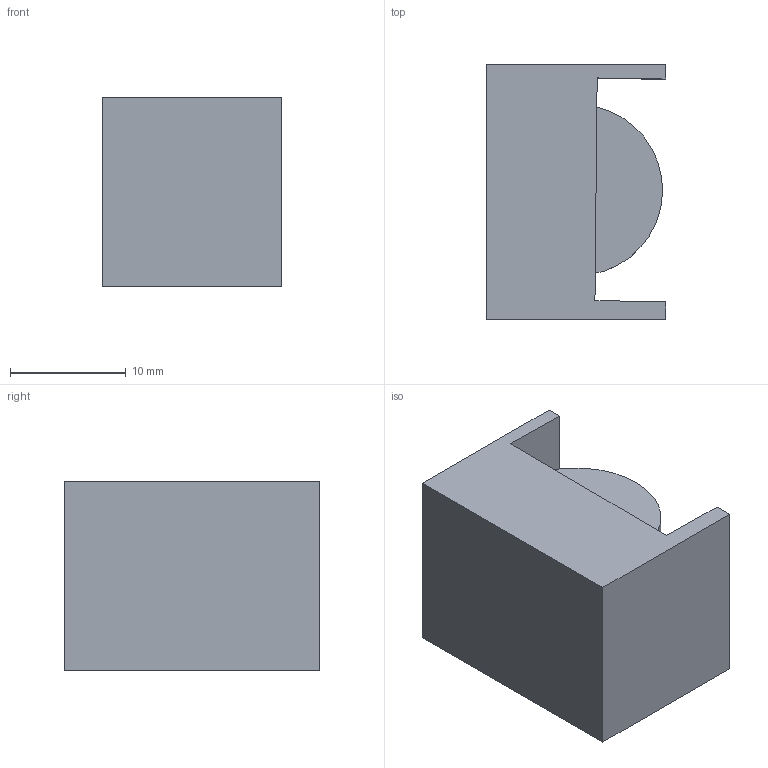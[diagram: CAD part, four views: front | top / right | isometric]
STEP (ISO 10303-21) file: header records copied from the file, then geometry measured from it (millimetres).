
FILE_DESCRIPTION(/* description */ (''),/* implementation_level */ '2;1');
FILE_NAME(/* name */ 'add4wheel3',/* time_stamp */ '2024-12-01T21:48:55+03:00',/* author */ (''),/* organization */ (''),/* preprocessor_version */ 'ST-DEVELOPER v19.2',/* originating_system */ 'Rhino 8.12',/* authorisation */ '');
FILE_SCHEMA (('CONFIG_CONTROL_DESIGN'));
Length unit declared in the file: millimetre
Products named in the file (1): Document
Bounding box: 15.52 x 22.09 x 16.36 mm (x, y, z)
Volume: 3845.3 mm3; surface area: 2909.6 mm2
Topology: 2 solids, 2 shells, 24 faces, 57 edges, 38 vertices
Faces by surface type: plane 18, cylinder 6
Entity records: 733 total; most frequent: CARTESIAN_POINT 188, ORIENTED_EDGE 114, EDGE_CURVE 57, DIRECTION 50, B_SPLINE_CURVE_WITH_KNOTS 38, VERTEX_POINT 38, AXIS2_PLACEMENT_3D 36, EDGE_LOOP 27
